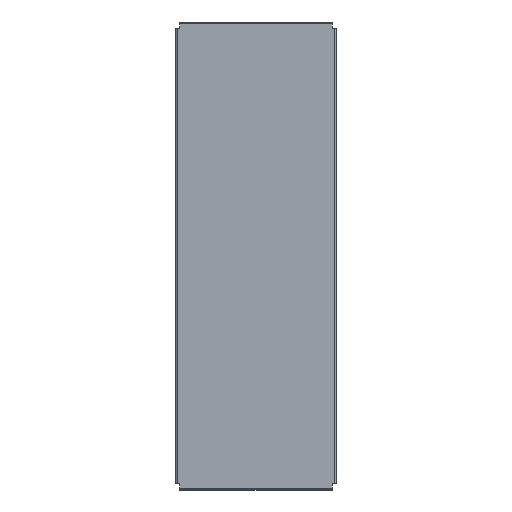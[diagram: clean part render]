
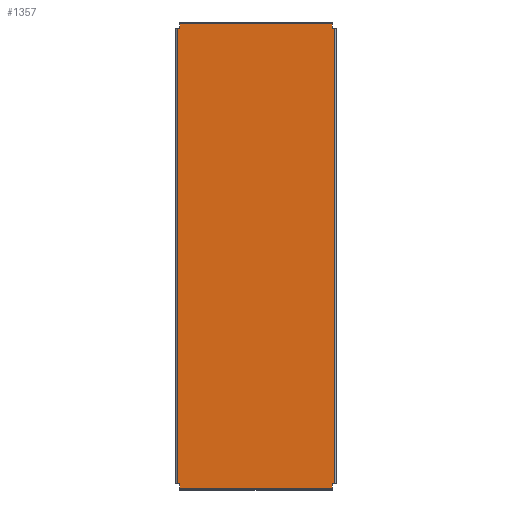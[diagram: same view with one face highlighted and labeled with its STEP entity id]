
A CAD part, top view. The second image highlights one B-rep face of the part: STEP entity #1357.
In plain terms, the highlighted planar face has unit normal (0, 0, 1).
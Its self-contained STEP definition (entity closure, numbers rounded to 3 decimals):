
#99 = FACE_OUTER_BOUND ( 'NONE', #1751, .T. ) ;
#258 = LINE ( 'NONE', #619, #265 ) ;
#262 = LINE ( 'NONE', #2860, #267 ) ;
#264 = LINE ( 'NONE', #620, #269 ) ;
#265 = VECTOR ( 'NONE', #621, 1000. ) ;
#266 = LINE ( 'NONE', #622, #275 ) ;
#267 = VECTOR ( 'NONE', #623, 1000. ) ;
#268 = LINE ( 'NONE', #626, #271 ) ;
#269 = VECTOR ( 'NONE', #625, 1000. ) ;
#270 = LINE ( 'NONE', #628, #273 ) ;
#271 = VECTOR ( 'NONE', #627, 1000. ) ;
#272 = LINE ( 'NONE', #624, #279 ) ;
#273 = VECTOR ( 'NONE', #630, 1000. ) ;
#274 = LINE ( 'NONE', #632, #277 ) ;
#275 = VECTOR ( 'NONE', #631, 1000. ) ;
#276 = LINE ( 'NONE', #629, #287 ) ;
#277 = VECTOR ( 'NONE', #634, 1000. ) ;
#278 = LINE ( 'NONE', #636, #281 ) ;
#279 = VECTOR ( 'NONE', #635, 1000. ) ;
#280 = LINE ( 'NONE', #638, #283 ) ;
#281 = VECTOR ( 'NONE', #637, 1000. ) ;
#282 = LINE ( 'NONE', #640, #285 ) ;
#283 = VECTOR ( 'NONE', #639, 1000. ) ;
#285 = VECTOR ( 'NONE', #642, 1000. ) ;
#287 = VECTOR ( 'NONE', #643, 1000. ) ;
#619 = CARTESIAN_POINT ( 'NONE',  ( -147., 422.5, 2. ) ) ;
#620 = CARTESIAN_POINT ( 'NONE',  ( -147., -422.5, 2. ) ) ;
#621 = DIRECTION ( 'NONE',  ( 1., 0., 0. ) ) ;
#622 = CARTESIAN_POINT ( 'NONE',  ( 142., 432.5, 2. ) ) ;
#623 = DIRECTION ( 'NONE',  ( 0., -1., 0. ) ) ;
#624 = CARTESIAN_POINT ( 'NONE',  ( 146., -422.5, 2. ) ) ;
#625 = DIRECTION ( 'NONE',  ( 1., 0., 0. ) ) ;
#626 = CARTESIAN_POINT ( 'NONE',  ( -142., 432.5, 2. ) ) ;
#627 = DIRECTION ( 'NONE',  ( 0., -1., 0. ) ) ;
#628 = CARTESIAN_POINT ( 'NONE',  ( 142., -431.5, 2. ) ) ;
#629 = CARTESIAN_POINT ( 'NONE',  ( -142., 432.5, 2. ) ) ;
#630 = DIRECTION ( 'NONE',  ( -1., 0., 0. ) ) ;
#631 = DIRECTION ( 'NONE',  ( 0., 1., 0. ) ) ;
#632 = CARTESIAN_POINT ( 'NONE',  ( 147., -422.5, 2. ) ) ;
#634 = DIRECTION ( 'NONE',  ( -1., 0., 0. ) ) ;
#635 = DIRECTION ( 'NONE',  ( 0., 1., 0. ) ) ;
#636 = CARTESIAN_POINT ( 'NONE',  ( 147., 422.5, 2. ) ) ;
#637 = DIRECTION ( 'NONE',  ( -1., 0., 0. ) ) ;
#638 = CARTESIAN_POINT ( 'NONE',  ( 142., 432.5, 2. ) ) ;
#639 = DIRECTION ( 'NONE',  ( 0., 1., 0. ) ) ;
#640 = CARTESIAN_POINT ( 'NONE',  ( -142., 431.5, 2. ) ) ;
#642 = DIRECTION ( 'NONE',  ( 1., 0., 0. ) ) ;
#643 = DIRECTION ( 'NONE',  ( 0., -1., 0. ) ) ;
#1003 = CARTESIAN_POINT ( 'NONE',  ( 142., 431.5, 2. ) ) ;
#1072 = CARTESIAN_POINT ( 'NONE',  ( 142., 422.5, 2. ) ) ;
#1079 = CARTESIAN_POINT ( 'NONE',  ( 146., 422.5, 2. ) ) ;
#1086 = CARTESIAN_POINT ( 'NONE',  ( -142., 431.5, 2. ) ) ;
#1093 = CARTESIAN_POINT ( 'NONE',  ( -146., -422.5, 2. ) ) ;
#1104 = CARTESIAN_POINT ( 'NONE',  ( 146., -422.5, 2. ) ) ;
#1110 = CARTESIAN_POINT ( 'NONE',  ( 142., -431.5, 2. ) ) ;
#1134 = CARTESIAN_POINT ( 'NONE',  ( -142., 422.5, 2. ) ) ;
#1137 = CARTESIAN_POINT ( 'NONE',  ( -142., -422.5, 2. ) ) ;
#1141 = CARTESIAN_POINT ( 'NONE',  ( -146., 422.5, 2. ) ) ;
#1153 = CARTESIAN_POINT ( 'NONE',  ( 142., -422.5, 2. ) ) ;
#1163 = CARTESIAN_POINT ( 'NONE',  ( -142., -431.5, 2. ) ) ;
#1357 = ADVANCED_FACE ( 'NONE', ( #99 ), #2984, .T. ) ;
#1453 = EDGE_CURVE ( 'NONE', #2396, #2358, #258, .T. ) ;
#1454 = EDGE_CURVE ( 'NONE', #2396, #2168, #262, .T. ) ;
#1455 = EDGE_CURVE ( 'NONE', #2168, #2434, #264, .T. ) ;
#1456 = EDGE_CURVE ( 'NONE', #2434, #2546, #268, .T. ) ;
#1457 = EDGE_CURVE ( 'NONE', #2244, #2546, #270, .T. ) ;
#1458 = EDGE_CURVE ( 'NONE', #2244, #2538, #266, .T. ) ;
#1459 = EDGE_CURVE ( 'NONE', #2206, #2538, #274, .T. ) ;
#1460 = EDGE_CURVE ( 'NONE', #2206, #2091, #272, .T. ) ;
#1461 = EDGE_CURVE ( 'NONE', #2091, #2052, #278, .T. ) ;
#1462 = EDGE_CURVE ( 'NONE', #2052, #1708, #280, .T. ) ;
#1463 = EDGE_CURVE ( 'NONE', #2129, #1708, #282, .T. ) ;
#1464 = EDGE_CURVE ( 'NONE', #2129, #2358, #276, .T. ) ;
#1702 = ORIENTED_EDGE ( 'NONE', *, *, #1454, .T. ) ;
#1708 = VERTEX_POINT ( 'NONE', #1003 ) ;
#1740 = ORIENTED_EDGE ( 'NONE', *, *, #1462, .T. ) ;
#1751 = EDGE_LOOP ( 'NONE', ( #2046, #1702, #2006, #1968, #1930, #1892, #1854, #1816, #1778, #1740, #2389, #2351 ) ) ;
#1778 = ORIENTED_EDGE ( 'NONE', *, *, #1461, .T. ) ;
#1816 = ORIENTED_EDGE ( 'NONE', *, *, #1460, .T. ) ;
#1854 = ORIENTED_EDGE ( 'NONE', *, *, #1459, .F. ) ;
#1892 = ORIENTED_EDGE ( 'NONE', *, *, #1458, .T. ) ;
#1930 = ORIENTED_EDGE ( 'NONE', *, *, #1457, .F. ) ;
#1968 = ORIENTED_EDGE ( 'NONE', *, *, #1456, .T. ) ;
#2006 = ORIENTED_EDGE ( 'NONE', *, *, #1455, .T. ) ;
#2046 = ORIENTED_EDGE ( 'NONE', *, *, #1453, .F. ) ;
#2052 = VERTEX_POINT ( 'NONE', #1072 ) ;
#2091 = VERTEX_POINT ( 'NONE', #1079 ) ;
#2129 = VERTEX_POINT ( 'NONE', #1086 ) ;
#2168 = VERTEX_POINT ( 'NONE', #1093 ) ;
#2206 = VERTEX_POINT ( 'NONE', #1104 ) ;
#2244 = VERTEX_POINT ( 'NONE', #1110 ) ;
#2351 = ORIENTED_EDGE ( 'NONE', *, *, #1464, .T. ) ;
#2358 = VERTEX_POINT ( 'NONE', #1134 ) ;
#2389 = ORIENTED_EDGE ( 'NONE', *, *, #1463, .F. ) ;
#2396 = VERTEX_POINT ( 'NONE', #1141 ) ;
#2434 = VERTEX_POINT ( 'NONE', #1137 ) ;
#2538 = VERTEX_POINT ( 'NONE', #1153 ) ;
#2546 = VERTEX_POINT ( 'NONE', #1163 ) ;
#2860 = CARTESIAN_POINT ( 'NONE',  ( -146., 422.5, 2. ) ) ;
#2977 = DIRECTION ( 'NONE',  ( 1., 0., 0. ) ) ;
#2978 = DIRECTION ( 'NONE',  ( 0., 0., 1. ) ) ;
#2984 = PLANE ( 'NONE',  #3146 ) ;
#2986 = CARTESIAN_POINT ( 'NONE',  ( -142., -432.5, 2. ) ) ;
#3146 = AXIS2_PLACEMENT_3D ( 'NONE', #2986, #2978, #2977 ) ;
